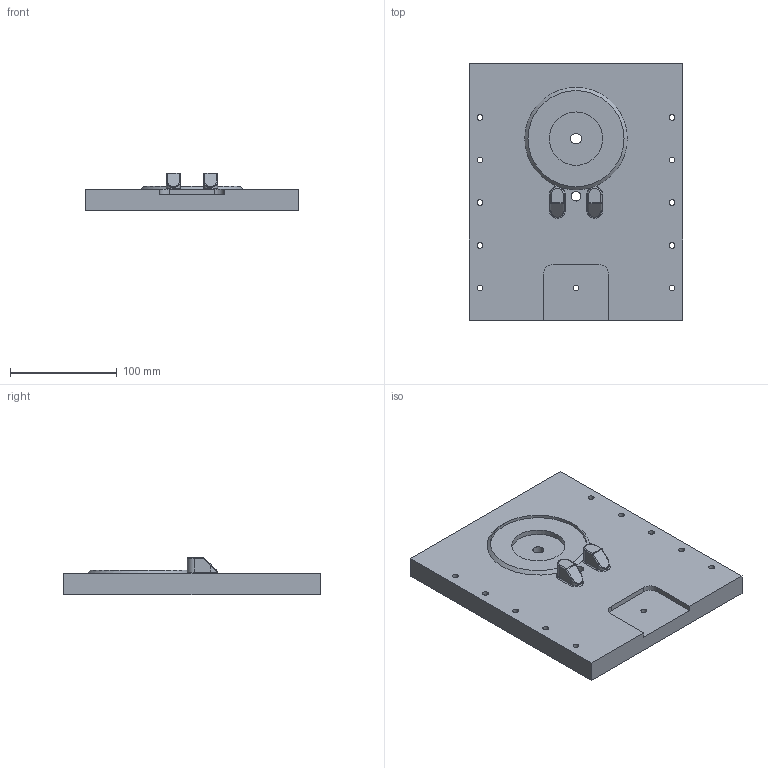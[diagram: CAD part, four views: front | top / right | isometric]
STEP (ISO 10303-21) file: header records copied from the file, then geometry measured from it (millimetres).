
FILE_DESCRIPTION(('FreeCAD Model'),'2;1');
FILE_NAME('Open CASCADE Shape Model','2025-04-04T07:51:17',(''),(''), 'Open CASCADE STEP processor 7.8','FreeCAD','Unknown');
FILE_SCHEMA(('AUTOMOTIVE_DESIGN { 1 0 10303 214 1 1 1 1 }'));
Length unit declared in the file: millimetre
Products named in the file (1): MoldFront
Bounding box: 200 x 240 x 35 mm (x, y, z)
Volume: 929344.5 mm3; surface area: 124423.9 mm2
Topology: 1 solids, 1 shells, 104 faces, 233 edges, 140 vertices
Faces by surface type: cylinder 51, plane 31, torus 8, cone 6, bspline 4, sphere 4
Full cylindrical faces by diameter (mm): 5.5 x11, 6.4 x5, 9 x12, 10 x1, 50 x1, 90 x1
Entity records: 6262 total; most frequent: CARTESIAN_POINT 1503, DIRECTION 938, LINE 460, VECTOR 460, ORIENTED_EDGE 448, PCURVE 448, DEFINITIONAL_REPRESENTATION 448, EDGE_CURVE 224
